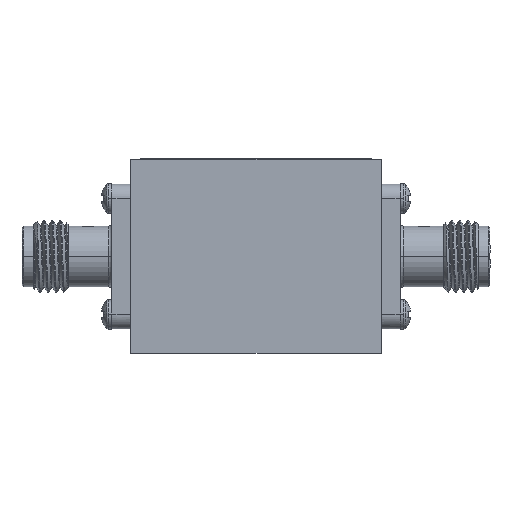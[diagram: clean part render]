
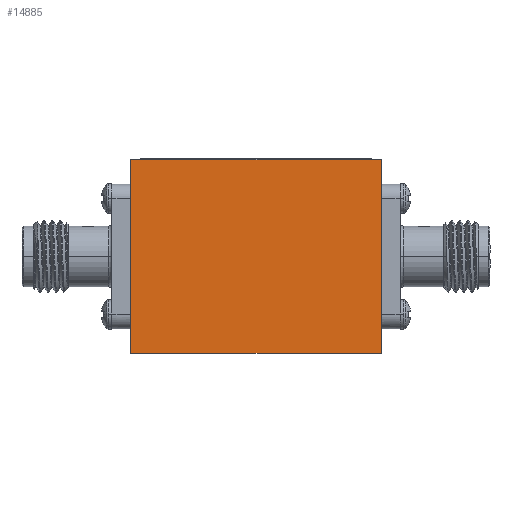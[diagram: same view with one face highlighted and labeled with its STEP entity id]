
A CAD part, front view. The second image highlights one B-rep face of the part: STEP entity #14885.
In plain terms, the highlighted planar face has unit normal (0, -1, 0).
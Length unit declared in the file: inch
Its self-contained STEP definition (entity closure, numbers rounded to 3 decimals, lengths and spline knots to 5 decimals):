
#1602 = EDGE_CURVE ( 'NONE', #31752, #12270, #17199, .T. ) ;
#1685 = EDGE_LOOP ( 'NONE', ( #15266, #11988, #24617, #12812 ) ) ;
#1711 = VECTOR ( 'NONE', #4577, 39.37008 ) ;
#3731 = VECTOR ( 'NONE', #6473, 39.37008 ) ;
#4577 = DIRECTION ( 'NONE',  ( 1., 0., 0. ) ) ;
#4656 = CARTESIAN_POINT ( 'NONE',  ( 0.43307, -0.49213, -0.33465 ) ) ;
#4781 = CARTESIAN_POINT ( 'NONE',  ( -0.43307, -0.49213, 0.33465 ) ) ;
#5546 = VERTEX_POINT ( 'NONE', #32039 ) ;
#6473 = DIRECTION ( 'NONE',  ( 1., 0., 0. ) ) ;
#6704 = LINE ( 'NONE', #15085, #31989 ) ;
#11852 = AXIS2_PLACEMENT_3D ( 'NONE', #4781, #34821, #12635 ) ;
#11988 = ORIENTED_EDGE ( 'NONE', *, *, #35641, .F. ) ;
#12270 = VERTEX_POINT ( 'NONE', #4656 ) ;
#12635 = DIRECTION ( 'NONE',  ( 0., 0., 1. ) ) ;
#12699 = CARTESIAN_POINT ( 'NONE',  ( -0.43307, -0.49213, -0.33465 ) ) ;
#12812 = ORIENTED_EDGE ( 'NONE', *, *, #32814, .T. ) ;
#14885 = ADVANCED_FACE ( 'NONE', ( #29529 ), #18635, .F. ) ;
#15085 = CARTESIAN_POINT ( 'NONE',  ( -0.43307, -0.49213, 0.33465 ) ) ;
#15266 = ORIENTED_EDGE ( 'NONE', *, *, #1602, .T. ) ;
#15375 = DIRECTION ( 'NONE',  ( 0., 0., -1. ) ) ;
#16367 = VECTOR ( 'NONE', #15375, 39.37008 ) ;
#17199 = LINE ( 'NONE', #28290, #3731 ) ;
#18635 = PLANE ( 'NONE',  #11852 ) ;
#23636 = CARTESIAN_POINT ( 'NONE',  ( -0.43307, -0.49213, 0.33465 ) ) ;
#23754 = CARTESIAN_POINT ( 'NONE',  ( 0.43307, -0.49213, 0.33465 ) ) ;
#24617 = ORIENTED_EDGE ( 'NONE', *, *, #28151, .F. ) ;
#28151 = EDGE_CURVE ( 'NONE', #34007, #5546, #30215, .T. ) ;
#28290 = CARTESIAN_POINT ( 'NONE',  ( -0.43307, -0.49213, -0.33465 ) ) ;
#29529 = FACE_OUTER_BOUND ( 'NONE', #1685, .T. ) ;
#30215 = LINE ( 'NONE', #33121, #1711 ) ;
#31752 = VERTEX_POINT ( 'NONE', #12699 ) ;
#31989 = VECTOR ( 'NONE', #35057, 39.37008 ) ;
#32039 = CARTESIAN_POINT ( 'NONE',  ( 0.43307, -0.49213, 0.33465 ) ) ;
#32814 = EDGE_CURVE ( 'NONE', #34007, #31752, #6704, .T. ) ;
#33121 = CARTESIAN_POINT ( 'NONE',  ( -0.43307, -0.49213, 0.33465 ) ) ;
#34007 = VERTEX_POINT ( 'NONE', #23636 ) ;
#34656 = LINE ( 'NONE', #23754, #16367 ) ;
#34821 = DIRECTION ( 'NONE',  ( 0., 1., 0. ) ) ;
#35057 = DIRECTION ( 'NONE',  ( 0., 0., -1. ) ) ;
#35641 = EDGE_CURVE ( 'NONE', #5546, #12270, #34656, .T. ) ;
